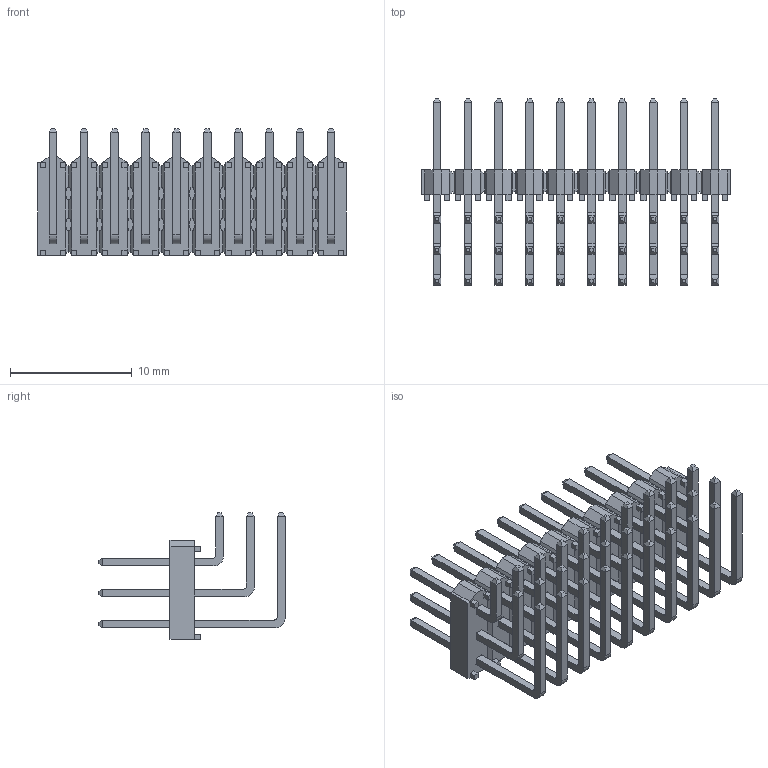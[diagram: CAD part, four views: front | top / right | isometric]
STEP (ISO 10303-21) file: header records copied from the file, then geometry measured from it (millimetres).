
FILE_DESCRIPTION(/* description */ ('STEP AP214'),/* implementation_level */ '2;1');
FILE_NAME(/* name */ 'TSW-110-08-G-T-RA',/* time_stamp */ '2025-03-23T18:55:39+01:00',/* author */ ('License CC BY-ND 4.0'),/* organization */ ('CADENAS'),/* preprocessor_version */ 'ST-DEVELOPER v19.3',/* originating_system */ 'PARTsolutions',/* authorisation */ ' ');
FILE_SCHEMA (('AUTOMOTIVE_DESIGN {1 0 10303 214 3 1 1}'));
Length unit declared in the file: inch
Products named in the file (3): TSW-110-08-G-T-RA; TSW-110-08-G-T-RA_body; T-1S6-08-TSW-1-08-10-RA-T
Assembly tree (2 placements, depth 2):
  TSW-110-08-G-T-RA
    TSW-110-08-G-T-RA_body
    T-1S6-08-TSW-1-08-10-RA-T
Bounding box: 25.4 x 15.3 x 10.41 mm (x, y, z)
Volume: 604.3 mm3; surface area: 2497.6 mm2
Topology: 2 solids, 2 shells, 1298 faces, 3402 edges, 2132 vertices
Faces by surface type: plane 1238, cylinder 60
Entity records: 38912 total; most frequent: CARTESIAN_POINT 6835, ORIENTED_EDGE 6804, DIRECTION 6124, EDGE_CURVE 3402, LINE 3282, VECTOR 3282, VERTEX_POINT 2132, AXIS2_PLACEMENT_3D 1421
